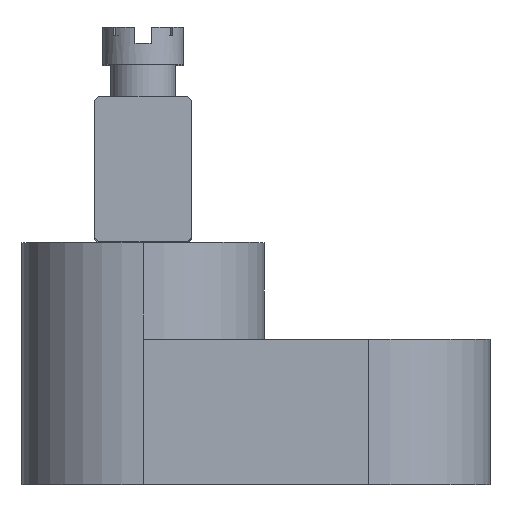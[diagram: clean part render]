
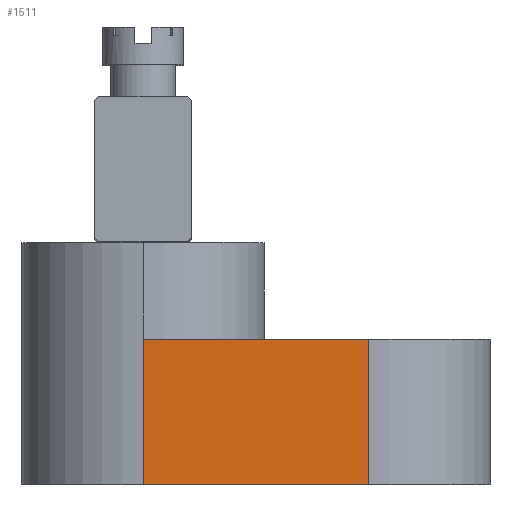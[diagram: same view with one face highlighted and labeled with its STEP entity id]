
A CAD part, top view. The second image highlights one B-rep face of the part: STEP entity #1511.
In plain terms, the highlighted planar face has unit normal (0, 0, 1).
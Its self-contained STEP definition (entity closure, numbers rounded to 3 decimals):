
#190 = CARTESIAN_POINT ( 'NONE',  ( -7., 0., 7.5 ) ) ;
#284 = VECTOR ( 'NONE', #1491, 1000. ) ;
#548 = ORIENTED_EDGE ( 'NONE', *, *, #2333, .F. ) ;
#716 = DIRECTION ( 'NONE',  ( 1., 0., 0. ) ) ;
#911 = EDGE_LOOP ( 'NONE', ( #2593, #548, #3303, #4508 ) ) ;
#1001 = LINE ( 'NONE', #1003, #5369 ) ;
#1003 = CARTESIAN_POINT ( 'NONE',  ( -14.5, 9., 7.5 ) ) ;
#1214 = VERTEX_POINT ( 'NONE', #4409 ) ;
#1491 = DIRECTION ( 'NONE',  ( 0., 1., 0. ) ) ;
#1511 = ADVANCED_FACE ( 'NONE', ( #4211 ), #2827, .F. ) ;
#1521 = CARTESIAN_POINT ( 'NONE',  ( -7., -10.607, 7.5 ) ) ;
#1538 = LINE ( 'NONE', #1521, #284 ) ;
#1679 = VECTOR ( 'NONE', #2110, 1000. ) ;
#1788 = AXIS2_PLACEMENT_3D ( 'NONE', #2716, #2682, #2662 ) ;
#1896 = CARTESIAN_POINT ( 'NONE',  ( 7., 0., 7.5 ) ) ;
#1913 = VERTEX_POINT ( 'NONE', #4238 ) ;
#1949 = DIRECTION ( 'NONE',  ( 0., 1., 0. ) ) ;
#2080 = VECTOR ( 'NONE', #1949, 1000. ) ;
#2110 = DIRECTION ( 'NONE',  ( 1., 0., 0. ) ) ;
#2130 = EDGE_CURVE ( 'NONE', #4790, #2548, #2936, .T. ) ;
#2176 = CARTESIAN_POINT ( 'NONE',  ( -14.5, 0., 7.5 ) ) ;
#2222 = EDGE_CURVE ( 'NONE', #4790, #1214, #1538, .T. ) ;
#2333 = EDGE_CURVE ( 'NONE', #1214, #1913, #1001, .T. ) ;
#2448 = EDGE_CURVE ( 'NONE', #2548, #1913, #4316, .T. ) ;
#2548 = VERTEX_POINT ( 'NONE', #1896 ) ;
#2593 = ORIENTED_EDGE ( 'NONE', *, *, #2448, .T. ) ;
#2662 = DIRECTION ( 'NONE',  ( -1., 0., 0. ) ) ;
#2682 = DIRECTION ( 'NONE',  ( 0., 0., -1. ) ) ;
#2716 = CARTESIAN_POINT ( 'NONE',  ( -14.5, 9., 7.5 ) ) ;
#2827 = PLANE ( 'NONE',  #1788 ) ;
#2936 = LINE ( 'NONE', #2176, #1679 ) ;
#3303 = ORIENTED_EDGE ( 'NONE', *, *, #2222, .F. ) ;
#4165 = CARTESIAN_POINT ( 'NONE',  ( 7., -10.607, 7.5 ) ) ;
#4211 = FACE_OUTER_BOUND ( 'NONE', #911, .T. ) ;
#4238 = CARTESIAN_POINT ( 'NONE',  ( 7., 9., 7.5 ) ) ;
#4316 = LINE ( 'NONE', #4165, #2080 ) ;
#4409 = CARTESIAN_POINT ( 'NONE',  ( -7., 9., 7.5 ) ) ;
#4508 = ORIENTED_EDGE ( 'NONE', *, *, #2130, .T. ) ;
#4790 = VERTEX_POINT ( 'NONE', #190 ) ;
#5369 = VECTOR ( 'NONE', #716, 1000. ) ;
